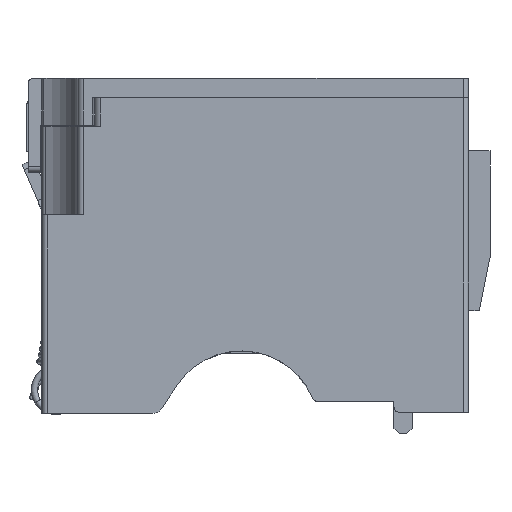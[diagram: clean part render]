
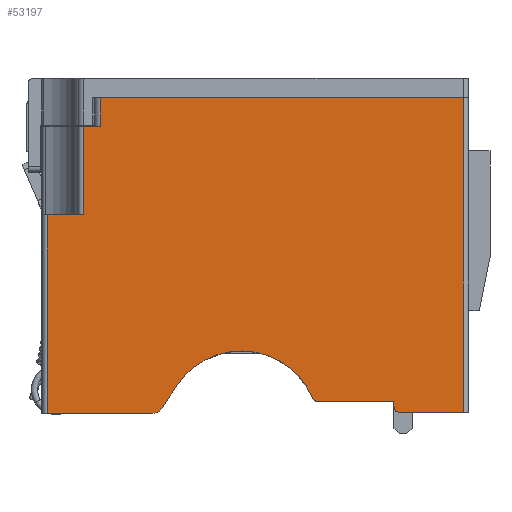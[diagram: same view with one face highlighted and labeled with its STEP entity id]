
A CAD part, front view. The second image highlights one B-rep face of the part: STEP entity #53197.
In plain terms, the highlighted planar face has unit normal (0, -1, 0).
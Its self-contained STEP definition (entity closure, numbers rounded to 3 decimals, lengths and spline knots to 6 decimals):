
#50966=DIRECTION('',(-1.,0.,0.));
#50967=VECTOR('',#50966,0.006);
#50968=CARTESIAN_POINT('',(-0.0005,0.,-0.0025));
#50969=LINE('',#50968,#50967);
#50970=CARTESIAN_POINT('',(-0.0065,0.,-0.002));
#50971=DIRECTION('',(0.,1.,0.));
#50972=DIRECTION('',(0.,0.,-1.));
#50973=AXIS2_PLACEMENT_3D('',#50970,#50971,#50972);
#50975=DIRECTION('',(0.,0.,1.));
#50976=VECTOR('',#50975,0.0005);
#50977=CARTESIAN_POINT('',(-0.007,0.,-0.002));
#50978=LINE('',#50977,#50976);
#50979=CARTESIAN_POINT('',(-0.014154,0.,-0.001));
#50980=DIRECTION('',(0.,1.,0.));
#50981=DIRECTION('',(0.,0.,-1.));
#50982=AXIS2_PLACEMENT_3D('',#50979,#50980,#50981);
#50984=CARTESIAN_POINT('',(-0.0213,0.,-0.004));
#50985=DIRECTION('',(0.,-1.,0.));
#50986=DIRECTION('',(0.922,0.,0.387));
#50987=AXIS2_PLACEMENT_3D('',#50984,#50985,#50986);
#50989=DIRECTION('',(-0.552,0.,-0.834));
#50990=VECTOR('',#50989,0.00258);
#50991=CARTESIAN_POINT('',(-0.027347,0.,0.));
#50992=LINE('',#50991,#50990);
#50993=CARTESIAN_POINT('',(-0.029604,0.,-0.0016));
#50994=DIRECTION('',(0.,1.,0.));
#50995=DIRECTION('',(0.834,0.,-0.552));
#50996=AXIS2_PLACEMENT_3D('',#50993,#50994,#50995);
#50998=DIRECTION('',(-1.,0.,0.));
#50999=VECTOR('',#50998,0.009896);
#51000=CARTESIAN_POINT('',(-0.029604,0.,-0.0026));
#51001=LINE('',#51000,#50999);
#51002=DIRECTION('',(1.,0.,0.));
#51003=VECTOR('',#51002,0.003355);
#51004=CARTESIAN_POINT('',(-0.0395,0.,0.016));
#51005=LINE('',#51004,#51003);
#51006=DIRECTION('',(1.,0.,0.));
#51007=VECTOR('',#51006,0.001645);
#51008=CARTESIAN_POINT('',(-0.036145,0.,0.0243));
#51009=LINE('',#51008,#51007);
#51010=DIRECTION('',(1.,0.,0.));
#51011=VECTOR('',#51010,0.034);
#51012=CARTESIAN_POINT('',(-0.0345,0.,0.027));
#51013=LINE('',#51012,#51011);
#51070=DIRECTION('',(1.,0.,0.));
#51071=VECTOR('',#51070,0.007154);
#51072=CARTESIAN_POINT('',(-0.014154,0.,-0.0015));
#51073=LINE('',#51072,#51071);
#51631=DIRECTION('',(0.,0.,-1.));
#51632=VECTOR('',#51631,0.0186);
#51633=CARTESIAN_POINT('',(-0.0395,0.,0.016));
#51634=LINE('',#51633,#51632);
#51849=DIRECTION('',(0.,0.,-1.));
#51850=VECTOR('',#51849,0.0083);
#51851=CARTESIAN_POINT('',(-0.036145,0.,0.0243));
#51852=LINE('',#51851,#51850);
#51861=DIRECTION('',(0.,0.,-1.));
#51862=VECTOR('',#51861,0.0027);
#51863=CARTESIAN_POINT('',(-0.0345,0.,0.027));
#51864=LINE('',#51863,#51862);
#52066=DIRECTION('',(0.,0.,1.));
#52067=VECTOR('',#52066,0.0295);
#52068=CARTESIAN_POINT('',(-0.0005,0.,-0.0025));
#52069=LINE('',#52068,#52067);
#52434=CARTESIAN_POINT('',(-0.0345,0.,0.027));
#52435=CARTESIAN_POINT('',(-0.0005,0.,0.027));
#52436=VERTEX_POINT('',#52434);
#52437=VERTEX_POINT('',#52435);
#52442=CARTESIAN_POINT('',(-0.0005,0.,-0.0025));
#52443=CARTESIAN_POINT('',(-0.0065,0.,-0.0025));
#52444=VERTEX_POINT('',#52442);
#52445=VERTEX_POINT('',#52443);
#52446=CARTESIAN_POINT('',(-0.007,0.,-0.002));
#52447=VERTEX_POINT('',#52446);
#52448=CARTESIAN_POINT('',(-0.007,0.,-0.0015));
#52449=VERTEX_POINT('',#52448);
#52450=CARTESIAN_POINT('',(-0.014154,0.,-0.0015));
#52451=VERTEX_POINT('',#52450);
#52452=CARTESIAN_POINT('',(-0.014615,0.,-0.001194));
#52453=VERTEX_POINT('',#52452);
#52454=CARTESIAN_POINT('',(-0.027347,0.,0.));
#52455=VERTEX_POINT('',#52454);
#52456=CARTESIAN_POINT('',(-0.02877,0.,-0.002152));
#52457=VERTEX_POINT('',#52456);
#52458=CARTESIAN_POINT('',(-0.029604,0.,-0.0026));
#52459=VERTEX_POINT('',#52458);
#52460=CARTESIAN_POINT('',(-0.0395,0.,-0.0026));
#52461=VERTEX_POINT('',#52460);
#52462=CARTESIAN_POINT('',(-0.0395,0.,0.016));
#52463=VERTEX_POINT('',#52462);
#52464=CARTESIAN_POINT('',(-0.036145,0.,0.016));
#52465=VERTEX_POINT('',#52464);
#52466=CARTESIAN_POINT('',(-0.036145,0.,0.0243));
#52467=VERTEX_POINT('',#52466);
#52468=CARTESIAN_POINT('',(-0.0345,0.,0.0243));
#52469=VERTEX_POINT('',#52468);
#53159=CARTESIAN_POINT('',(0.,0.,0.027));
#53160=DIRECTION('',(0.,1.,0.));
#53161=DIRECTION('',(-1.,0.,0.));
#53162=AXIS2_PLACEMENT_3D('',#53159,#53160,#53161);
#53163=PLANE('',#53162);
#53165=ORIENTED_EDGE('',*,*,#53164,.T.);
#53167=ORIENTED_EDGE('',*,*,#53166,.T.);
#53169=ORIENTED_EDGE('',*,*,#53168,.T.);
#53171=ORIENTED_EDGE('',*,*,#53170,.F.);
#53173=ORIENTED_EDGE('',*,*,#53172,.T.);
#53175=ORIENTED_EDGE('',*,*,#53174,.T.);
#53177=ORIENTED_EDGE('',*,*,#53176,.T.);
#53179=ORIENTED_EDGE('',*,*,#53178,.T.);
#53181=ORIENTED_EDGE('',*,*,#53180,.T.);
#53183=ORIENTED_EDGE('',*,*,#53182,.F.);
#53185=ORIENTED_EDGE('',*,*,#53184,.T.);
#53187=ORIENTED_EDGE('',*,*,#53186,.F.);
#53189=ORIENTED_EDGE('',*,*,#53188,.T.);
#53191=ORIENTED_EDGE('',*,*,#53190,.F.);
#53192=ORIENTED_EDGE('',*,*,#53138,.T.);
#53194=ORIENTED_EDGE('',*,*,#53193,.F.);
#53195=EDGE_LOOP('',(#53165,#53167,#53169,#53171,#53173,#53175,#53177,#53179,
#53181,#53183,#53185,#53187,#53189,#53191,#53192,#53194));
#53196=FACE_OUTER_BOUND('',#53195,.F.);
#53197=ADVANCED_FACE('',(#53196),#53163,.F.);
#50974=CIRCLE('',#50973,0.0005);
#50983=CIRCLE('',#50982,0.0005);
#50988=CIRCLE('',#50987,0.00725);
#50997=CIRCLE('',#50996,0.001);
#53138=EDGE_CURVE('',#52436,#52437,#51013,.T.);
#53164=EDGE_CURVE('',#52444,#52445,#50969,.T.);
#53166=EDGE_CURVE('',#52445,#52447,#50974,.T.);
#53168=EDGE_CURVE('',#52447,#52449,#50978,.T.);
#53170=EDGE_CURVE('',#52451,#52449,#51073,.T.);
#53172=EDGE_CURVE('',#52451,#52453,#50983,.T.);
#53174=EDGE_CURVE('',#52453,#52455,#50988,.T.);
#53176=EDGE_CURVE('',#52455,#52457,#50992,.T.);
#53178=EDGE_CURVE('',#52457,#52459,#50997,.T.);
#53180=EDGE_CURVE('',#52459,#52461,#51001,.T.);
#53182=EDGE_CURVE('',#52463,#52461,#51634,.T.);
#53184=EDGE_CURVE('',#52463,#52465,#51005,.T.);
#53186=EDGE_CURVE('',#52467,#52465,#51852,.T.);
#53188=EDGE_CURVE('',#52467,#52469,#51009,.T.);
#53190=EDGE_CURVE('',#52436,#52469,#51864,.T.);
#53193=EDGE_CURVE('',#52444,#52437,#52069,.T.);
